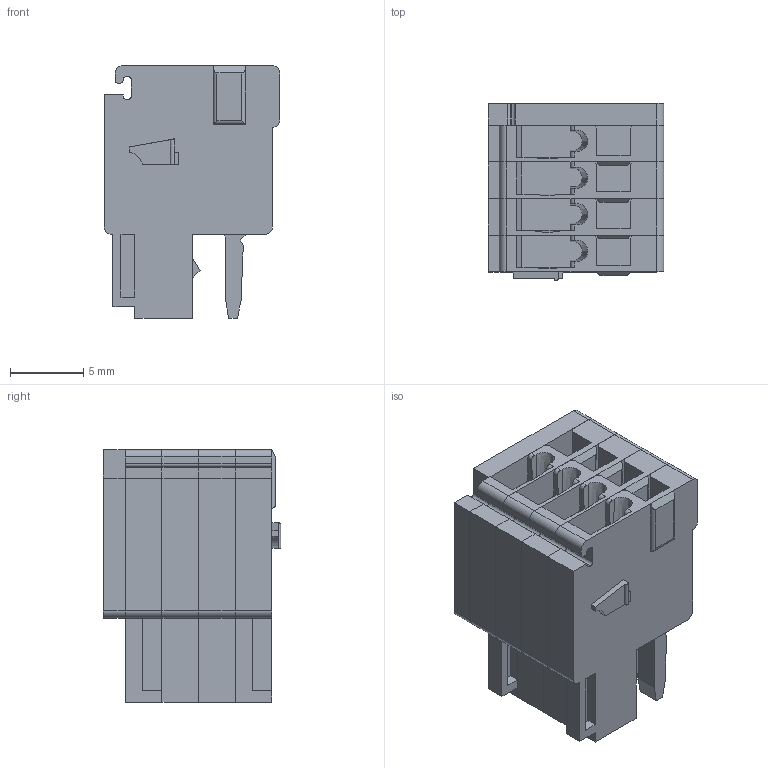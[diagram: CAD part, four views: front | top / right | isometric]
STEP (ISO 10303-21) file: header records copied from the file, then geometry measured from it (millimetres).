
FILE_DESCRIPTION(/* description */ ('Unknown'),/* implementation_level */ '2;1');
FILE_NAME(/* name */ 'MC700-25004..C-20230306',/* time_stamp */ '2023-03-07T14:45:19+08:00',/* author */ ('Unknown'),/* organization */ ('Unknown'),/* preprocessor_version */ 'ST-DEVELOPER v16.7',/* originating_system */ 'DEX',/* authorisation */ $);
FILE_SCHEMA (('AUTOMOTIVE_DESIGN {1 0 10303 214 3 1 1}'));
Length unit declared in the file: millimetre
Products named in the file (1): MC700-25004..C-20230306
Bounding box: 12 x 12.1 x 17.25 mm (x, y, z)
Volume: 1584.5 mm3; surface area: 2426.4 mm2
Topology: 1 solids, 1 shells, 497 faces, 1402 edges, 927 vertices
Faces by surface type: plane 373, cylinder 116, bspline 4, cone 4
Full cylindrical faces by diameter (mm): 1.04 x4, 1.4 x16, 1.5 x9
Entity records: 16057 total; most frequent: CARTESIAN_POINT 2998, ORIENTED_EDGE 2738, DIRECTION 2581, EDGE_CURVE 1369, LINE 1113, VECTOR 1113, VERTEX_POINT 927, AXIS2_PLACEMENT_3D 734
